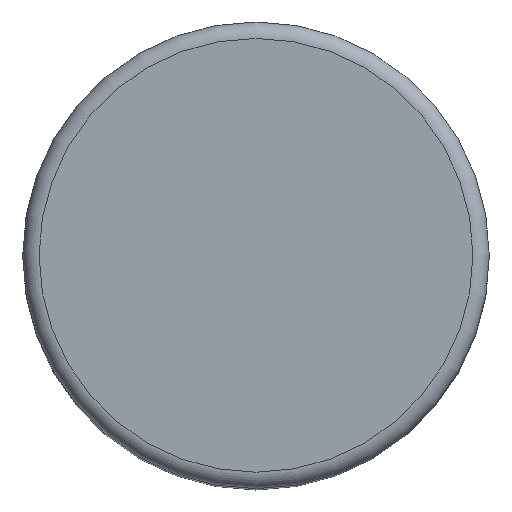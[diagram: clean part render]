
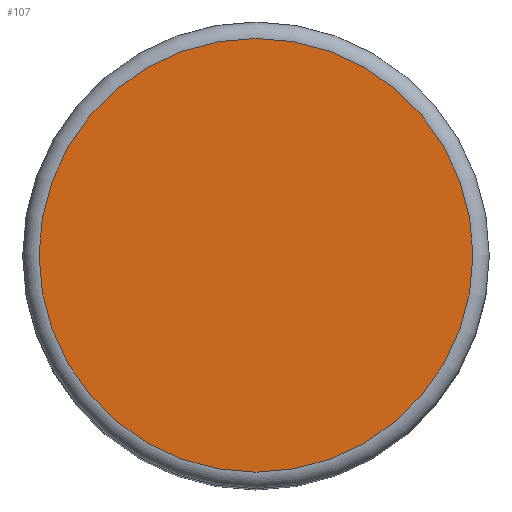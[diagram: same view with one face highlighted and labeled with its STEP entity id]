
A CAD part, top view. The second image highlights one B-rep face of the part: STEP entity #107.
In plain terms, the highlighted planar face has unit normal (0, 0, 1).
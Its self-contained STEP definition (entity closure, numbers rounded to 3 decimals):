
#13=DIRECTION('',(0.,0.,1.));
#34=DIRECTION('',(1.,0.,0.));
#64=DIRECTION('',(0.,0.,-1.));
#70=VERTEX_POINT('',#71);
#71=CARTESIAN_POINT('',(11.6,0.,24.6));
#77=ORIENTED_EDGE('',*,*,#78,.F.);
#78=EDGE_CURVE('',#70,#70,#79,.T.);
#79=CIRCLE('',#80,6.6);
#80=AXIS2_PLACEMENT_3D('',#81,#13,#34);
#81=CARTESIAN_POINT('',(5.,0.,24.6));
#106=DIRECTION('',(-1.,0.,0.));
#107=ADVANCED_FACE('',(#108),#110,.F.);
#108=FACE_BOUND('',#109,.F.);
#109=EDGE_LOOP('',(#77));
#110=PLANE('',#111);
#111=AXIS2_PLACEMENT_3D('',#112,#64,#106);
#112=CARTESIAN_POINT('',(12.1,0.,24.6));
